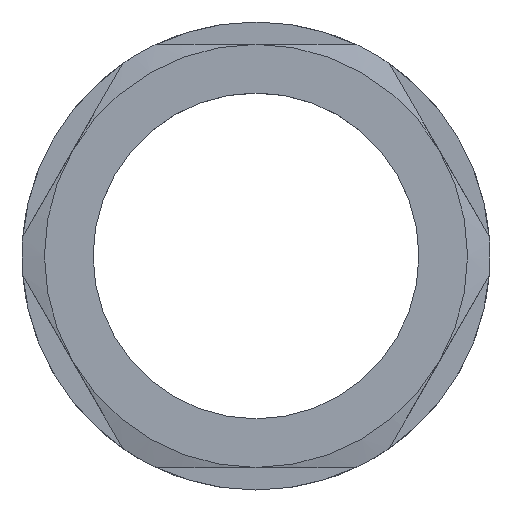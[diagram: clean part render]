
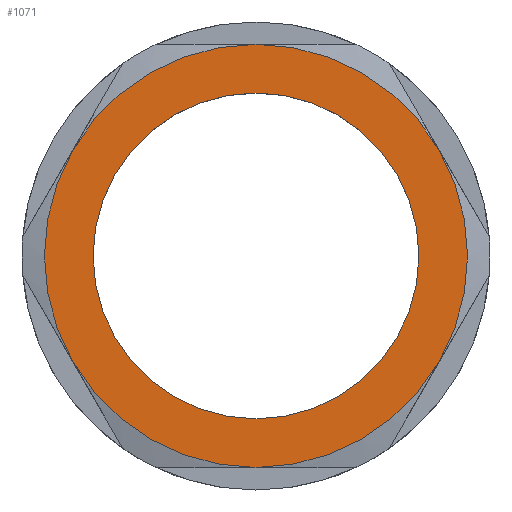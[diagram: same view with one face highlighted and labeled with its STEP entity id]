
A CAD part, top view. The second image highlights one B-rep face of the part: STEP entity #1071.
In plain terms, the highlighted planar face has unit normal (0, 0, 1).
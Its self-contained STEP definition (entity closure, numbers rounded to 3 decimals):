
#3 = CIRCLE ( 'NONE', #695, 25. ) ;
#20 = VERTEX_POINT ( 'NONE', #927 ) ;
#24 = CIRCLE ( 'NONE', #566, 25. ) ;
#40 = CIRCLE ( 'NONE', #468, 25. ) ;
#59 = AXIS2_PLACEMENT_3D ( 'NONE', #412, #405, #404 ) ;
#72 = VERTEX_POINT ( 'NONE', #863 ) ;
#100 = VERTEX_POINT ( 'NONE', #929 ) ;
#111 = CIRCLE ( 'NONE', #341, 25. ) ;
#114 = CIRCLE ( 'NONE', #299, 25. ) ;
#137 = CIRCLE ( 'NONE', #226, 25. ) ;
#143 = CARTESIAN_POINT ( 'NONE',  ( 19.25, 0., 3.5 ) ) ;
#171 = AXIS2_PLACEMENT_3D ( 'NONE', #569, #568, #567 ) ;
#177 = CIRCLE ( 'NONE', #171, 19.25 ) ;
#211 = EDGE_CURVE ( 'NONE', #72, #1002, #3, .T. ) ;
#213 = ORIENTED_EDGE ( 'NONE', *, *, #1000, .F. ) ;
#226 = AXIS2_PLACEMENT_3D ( 'NONE', #660, #658, #657 ) ;
#228 = ORIENTED_EDGE ( 'NONE', *, *, #887, .F. ) ;
#229 = EDGE_LOOP ( 'NONE', ( #619, #276, #898, #1025, #350, #819 ) ) ;
#238 = CARTESIAN_POINT ( 'NONE',  ( 0., 0., 3.5 ) ) ;
#239 = EDGE_CURVE ( 'NONE', #1002, #20, #24, .T. ) ;
#260 = DIRECTION ( 'NONE',  ( 1., 0., 0. ) ) ;
#264 = DIRECTION ( 'NONE',  ( 0., 0., 1. ) ) ;
#273 = PLANE ( 'NONE',  #1010 ) ;
#274 = DIRECTION ( 'NONE',  ( 0., 1., 0. ) ) ;
#276 = ORIENTED_EDGE ( 'NONE', *, *, #776, .F. ) ;
#278 = CARTESIAN_POINT ( 'NONE',  ( 0., 0., 3.5 ) ) ;
#279 = DIRECTION ( 'NONE',  ( 0., 0., -1. ) ) ;
#288 = VERTEX_POINT ( 'NONE', #143 ) ;
#299 = AXIS2_PLACEMENT_3D ( 'NONE', #725, #720, #716 ) ;
#324 = VERTEX_POINT ( 'NONE', #1023 ) ;
#327 = EDGE_CURVE ( 'NONE', #20, #100, #40, .T. ) ;
#341 = AXIS2_PLACEMENT_3D ( 'NONE', #782, #780, #779 ) ;
#350 = ORIENTED_EDGE ( 'NONE', *, *, #327, .F. ) ;
#403 = CARTESIAN_POINT ( 'NONE',  ( -21.651, 12.5, 3.5 ) ) ;
#404 = DIRECTION ( 'NONE',  ( 1., 0., 0. ) ) ;
#405 = DIRECTION ( 'NONE',  ( 0., 0., 1. ) ) ;
#412 = CARTESIAN_POINT ( 'NONE',  ( 0., 0., 3.5 ) ) ;
#427 = DIRECTION ( 'NONE',  ( 0., 1., 0. ) ) ;
#432 = FACE_OUTER_BOUND ( 'NONE', #229, .T. ) ;
#434 = DIRECTION ( 'NONE',  ( 0., 0., -1. ) ) ;
#435 = CARTESIAN_POINT ( 'NONE',  ( 21.651, 12.5, 3.5 ) ) ;
#443 = CARTESIAN_POINT ( 'NONE',  ( 0., 0., 3.5 ) ) ;
#468 = AXIS2_PLACEMENT_3D ( 'NONE', #974, #973, #970 ) ;
#475 = VERTEX_POINT ( 'NONE', #896 ) ;
#566 = AXIS2_PLACEMENT_3D ( 'NONE', #238, #279, #274 ) ;
#567 = DIRECTION ( 'NONE',  ( 1., 0., 0. ) ) ;
#568 = DIRECTION ( 'NONE',  ( 0., 0., 1. ) ) ;
#569 = CARTESIAN_POINT ( 'NONE',  ( 0., 0., 3.5 ) ) ;
#604 = EDGE_CURVE ( 'NONE', #100, #475, #111, .T. ) ;
#619 = ORIENTED_EDGE ( 'NONE', *, *, #211, .F. ) ;
#657 = DIRECTION ( 'NONE',  ( 0., 1., 0. ) ) ;
#658 = DIRECTION ( 'NONE',  ( 0., 0., -1. ) ) ;
#660 = CARTESIAN_POINT ( 'NONE',  ( 0., 0., 3.5 ) ) ;
#678 = EDGE_CURVE ( 'NONE', #475, #1003, #114, .T. ) ;
#695 = AXIS2_PLACEMENT_3D ( 'NONE', #443, #434, #427 ) ;
#699 = CIRCLE ( 'NONE', #59, 19.25 ) ;
#716 = DIRECTION ( 'NONE',  ( 0., 1., 0. ) ) ;
#720 = DIRECTION ( 'NONE',  ( 0., 0., -1. ) ) ;
#725 = CARTESIAN_POINT ( 'NONE',  ( 0., 0., 3.5 ) ) ;
#776 = EDGE_CURVE ( 'NONE', #1003, #72, #137, .T. ) ;
#779 = DIRECTION ( 'NONE',  ( 0., 1., 0. ) ) ;
#780 = DIRECTION ( 'NONE',  ( 0., 0., -1. ) ) ;
#782 = CARTESIAN_POINT ( 'NONE',  ( 0., 0., 3.5 ) ) ;
#819 = ORIENTED_EDGE ( 'NONE', *, *, #239, .F. ) ;
#863 = CARTESIAN_POINT ( 'NONE',  ( 0., 25., 3.5 ) ) ;
#887 = EDGE_CURVE ( 'NONE', #288, #324, #177, .T. ) ;
#896 = CARTESIAN_POINT ( 'NONE',  ( -21.651, -12.5, 3.5 ) ) ;
#898 = ORIENTED_EDGE ( 'NONE', *, *, #678, .F. ) ;
#911 = EDGE_LOOP ( 'NONE', ( #228, #213 ) ) ;
#927 = CARTESIAN_POINT ( 'NONE',  ( 21.651, -12.5, 3.5 ) ) ;
#929 = CARTESIAN_POINT ( 'NONE',  ( 0., -25., 3.5 ) ) ;
#970 = DIRECTION ( 'NONE',  ( 0., 1., 0. ) ) ;
#973 = DIRECTION ( 'NONE',  ( 0., 0., -1. ) ) ;
#974 = CARTESIAN_POINT ( 'NONE',  ( 0., 0., 3.5 ) ) ;
#992 = FACE_BOUND ( 'NONE', #911, .T. ) ;
#1000 = EDGE_CURVE ( 'NONE', #324, #288, #699, .T. ) ;
#1002 = VERTEX_POINT ( 'NONE', #435 ) ;
#1003 = VERTEX_POINT ( 'NONE', #403 ) ;
#1010 = AXIS2_PLACEMENT_3D ( 'NONE', #278, #264, #260 ) ;
#1023 = CARTESIAN_POINT ( 'NONE',  ( -19.25, 0., 3.5 ) ) ;
#1025 = ORIENTED_EDGE ( 'NONE', *, *, #604, .F. ) ;
#1071 = ADVANCED_FACE ( 'NONE', ( #992, #432 ), #273, .T. ) ;
